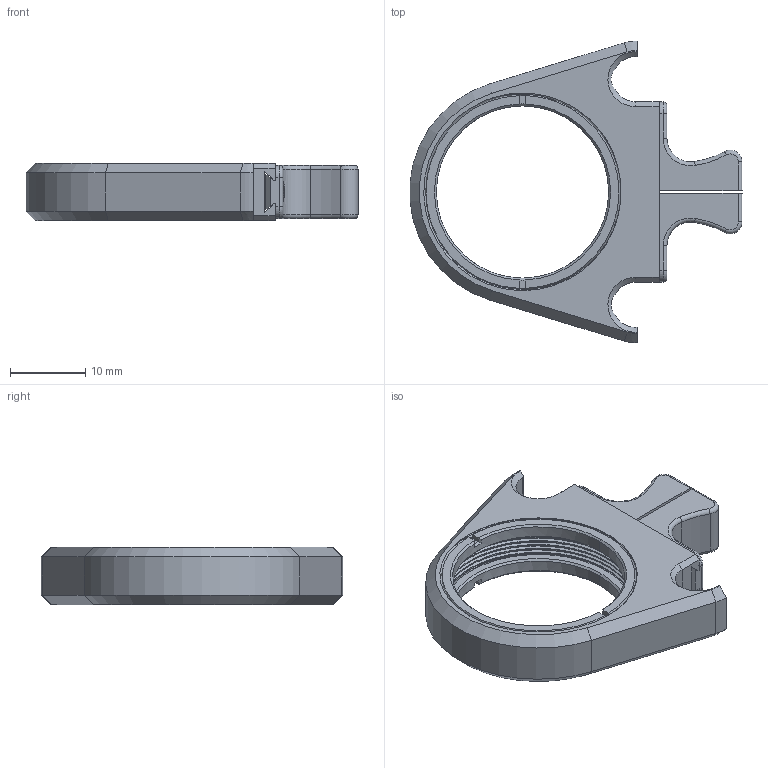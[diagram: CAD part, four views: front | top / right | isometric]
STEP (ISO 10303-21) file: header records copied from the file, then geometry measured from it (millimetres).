
FILE_DESCRIPTION((''),'2;1');
FILE_NAME('CSD30-M_ASM_ASM','2026-03-28T11:08:44',('R&D'),(''),'CREO PARAMETRIC BY PTC INC, 2021063','CREO PARAMETRIC BY PTC INC, 2021063','');
FILE_SCHEMA(('CONFIG_CONTROL_DESIGN'));
Length unit declared in the file: millimetre
Products named in the file (7): CSD30-M-A2_55; CSD30-M-A3_51; CSD30-M-A4_4; CSD30-M-A5_4; CSD30-M-A1_ASM_13_ASM; CSD30-M_ASM_32_ASM; CSD30-M_ASM_ASM
Assembly tree (7 placements, depth 4):
  CSD30-M_ASM_ASM
    CSD30-M_ASM_32_ASM
      CSD30-M-A1_ASM_13_ASM
        CSD30-M-A2_55  x2
        CSD30-M-A3_51
        CSD30-M-A4_4
        CSD30-M-A5_4
Bounding box: 44.14 x 40.09 x 7.62 mm (x, y, z)
Volume: 4089.8 mm3; surface area: 5013.7 mm2
Topology: 5 solids, 5 shells, 265 faces, 695 edges, 442 vertices
Faces by surface type: plane 94, cylinder 91, cone 38, bspline 26, torus 16
Entity records: 12540 total; most frequent: CARTESIAN_POINT 7451, ORIENTED_EDGE 1090, DIRECTION 958, EDGE_CURVE 545, AXIS2_PLACEMENT_3D 352, VERTEX_POINT 345, VECTOR 254, LINE 254
